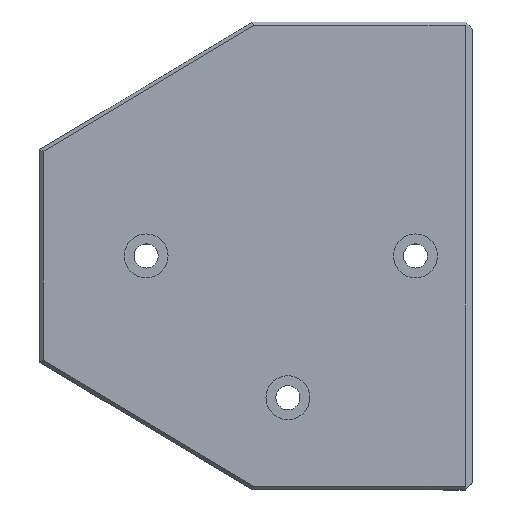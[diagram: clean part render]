
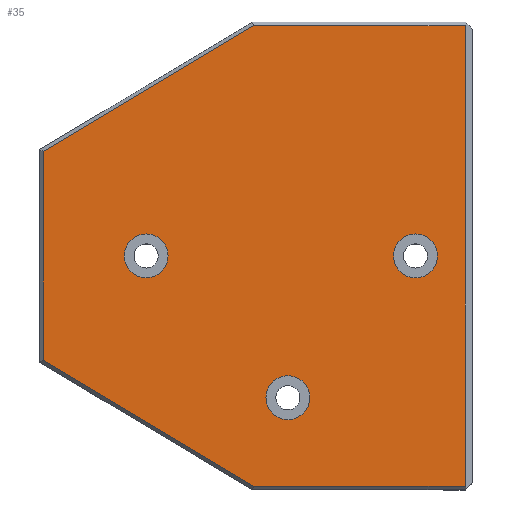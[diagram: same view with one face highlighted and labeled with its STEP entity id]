
A CAD part, top view. The second image highlights one B-rep face of the part: STEP entity #35.
In plain terms, the highlighted planar face has unit normal (0, 0, 1).
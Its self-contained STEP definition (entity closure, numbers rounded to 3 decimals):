
#21 = VECTOR ( 'NONE', #1587, 1000. ) ;
#35 = ADVANCED_FACE ( 'NONE', ( #1370, #729, #567, #1998 ), #1206, .T. ) ;
#41 = CARTESIAN_POINT ( 'NONE',  ( 0., -20., 5. ) ) ;
#54 = EDGE_CURVE ( 'NONE', #455, #656, #1897, .T. ) ;
#62 = CARTESIAN_POINT ( 'NONE',  ( 25., 32.5, 5. ) ) ;
#71 = VERTEX_POINT ( 'NONE', #1382 ) ;
#92 = DIRECTION ( 'NONE',  ( 0., -1., 0. ) ) ;
#102 = AXIS2_PLACEMENT_3D ( 'NONE', #197, #167, #1478 ) ;
#119 = EDGE_LOOP ( 'NONE', ( #1331, #207, #235, #724, #1937, #1358 ) ) ;
#128 = DIRECTION ( 'NONE',  ( 1., 0., 0. ) ) ;
#129 = AXIS2_PLACEMENT_3D ( 'NONE', #1230, #763, #1857 ) ;
#151 = EDGE_CURVE ( 'NONE', #1493, #698, #954, .T. ) ;
#161 = EDGE_CURVE ( 'NONE', #2061, #1280, #1567, .T. ) ;
#167 = DIRECTION ( 'NONE',  ( 0., 0., 1. ) ) ;
#170 = CARTESIAN_POINT ( 'NONE',  ( 21.1, 0., 5. ) ) ;
#175 = EDGE_CURVE ( 'NONE', #1628, #371, #1600, .T. ) ;
#197 = CARTESIAN_POINT ( 'NONE',  ( -20., 0., 5. ) ) ;
#207 = ORIENTED_EDGE ( 'NONE', *, *, #422, .T. ) ;
#235 = ORIENTED_EDGE ( 'NONE', *, *, #161, .T. ) ;
#236 = CARTESIAN_POINT ( 'NONE',  ( -4.862, -32.5, 5. ) ) ;
#238 = CARTESIAN_POINT ( 'NONE',  ( -34.5, -14.717, 5. ) ) ;
#240 = CIRCLE ( 'NONE', #102, 3.1 ) ;
#302 = EDGE_LOOP ( 'NONE', ( #1941, #927 ) ) ;
#344 = ORIENTED_EDGE ( 'NONE', *, *, #789, .F. ) ;
#349 = DIRECTION ( 'NONE',  ( 1., 0., 0. ) ) ;
#371 = VERTEX_POINT ( 'NONE', #1185 ) ;
#406 = CARTESIAN_POINT ( 'NONE',  ( 3.1, -20., 5. ) ) ;
#422 = EDGE_CURVE ( 'NONE', #1495, #2061, #1944, .T. ) ;
#448 = CARTESIAN_POINT ( 'NONE',  ( -20., 0., 5. ) ) ;
#455 = VERTEX_POINT ( 'NONE', #1139 ) ;
#478 = DIRECTION ( 'NONE',  ( 0., 0., 1. ) ) ;
#507 = ORIENTED_EDGE ( 'NONE', *, *, #1511, .F. ) ;
#546 = DIRECTION ( 'NONE',  ( 1., 0., 0. ) ) ;
#567 = FACE_BOUND ( 'NONE', #1938, .T. ) ;
#588 = DIRECTION ( 'NONE',  ( 0., 0., 1. ) ) ;
#635 = CIRCLE ( 'NONE', #1211, 3.1 ) ;
#651 = DIRECTION ( 'NONE',  ( 1., 0., 0. ) ) ;
#656 = VERTEX_POINT ( 'NONE', #406 ) ;
#665 = VECTOR ( 'NONE', #1457, 1000. ) ;
#684 = VERTEX_POINT ( 'NONE', #238 ) ;
#685 = CARTESIAN_POINT ( 'NONE',  ( -34.5, 14.717, 5. ) ) ;
#698 = VERTEX_POINT ( 'NONE', #1026 ) ;
#699 = VECTOR ( 'NONE', #651, 1000. ) ;
#724 = ORIENTED_EDGE ( 'NONE', *, *, #1610, .T. ) ;
#729 = FACE_BOUND ( 'NONE', #2051, .T. ) ;
#744 = AXIS2_PLACEMENT_3D ( 'NONE', #41, #1491, #546 ) ;
#762 = CARTESIAN_POINT ( 'NONE',  ( 18., 0., 5. ) ) ;
#763 = DIRECTION ( 'NONE',  ( 0., 0., 1. ) ) ;
#788 = CARTESIAN_POINT ( 'NONE',  ( 25., -32.5, 5. ) ) ;
#789 = EDGE_CURVE ( 'NONE', #71, #1427, #635, .T. ) ;
#823 = CARTESIAN_POINT ( 'NONE',  ( -5., 32.5, 5. ) ) ;
#877 = EDGE_CURVE ( 'NONE', #1427, #71, #1706, .T. ) ;
#882 = VECTOR ( 'NONE', #92, 1000. ) ;
#919 = EDGE_CURVE ( 'NONE', #371, #1628, #240, .T. ) ;
#924 = LINE ( 'NONE', #1533, #882 ) ;
#927 = ORIENTED_EDGE ( 'NONE', *, *, #919, .F. ) ;
#954 = LINE ( 'NONE', #788, #699 ) ;
#1003 = AXIS2_PLACEMENT_3D ( 'NONE', #1079, #1690, #1700 ) ;
#1026 = CARTESIAN_POINT ( 'NONE',  ( 25., -32.5, 5. ) ) ;
#1048 = VECTOR ( 'NONE', #1576, 1000. ) ;
#1079 = CARTESIAN_POINT ( 'NONE',  ( 0., -20., 5. ) ) ;
#1096 = LINE ( 'NONE', #1257, #1048 ) ;
#1113 = VECTOR ( 'NONE', #1607, 1000. ) ;
#1115 = ORIENTED_EDGE ( 'NONE', *, *, #54, .F. ) ;
#1139 = CARTESIAN_POINT ( 'NONE',  ( -3.1, -20., 5. ) ) ;
#1185 = CARTESIAN_POINT ( 'NONE',  ( -23.1, 0., 5. ) ) ;
#1206 = PLANE ( 'NONE',  #129 ) ;
#1211 = AXIS2_PLACEMENT_3D ( 'NONE', #762, #588, #1238 ) ;
#1230 = CARTESIAN_POINT ( 'NONE',  ( 0., 0., 5. ) ) ;
#1238 = DIRECTION ( 'NONE',  ( 1., 0., 0. ) ) ;
#1244 = CARTESIAN_POINT ( 'NONE',  ( -4.862, 32.5, 5. ) ) ;
#1257 = CARTESIAN_POINT ( 'NONE',  ( -4.743, -32.571, 5. ) ) ;
#1268 = CARTESIAN_POINT ( 'NONE',  ( -34.743, 14.571, 5. ) ) ;
#1280 = VERTEX_POINT ( 'NONE', #685 ) ;
#1331 = ORIENTED_EDGE ( 'NONE', *, *, #1421, .T. ) ;
#1358 = ORIENTED_EDGE ( 'NONE', *, *, #151, .T. ) ;
#1370 = FACE_BOUND ( 'NONE', #302, .T. ) ;
#1379 = CARTESIAN_POINT ( 'NONE',  ( -16.9, 0., 5. ) ) ;
#1382 = CARTESIAN_POINT ( 'NONE',  ( 14.9, 0., 5. ) ) ;
#1415 = CARTESIAN_POINT ( 'NONE',  ( 25., 33., 5. ) ) ;
#1421 = EDGE_CURVE ( 'NONE', #698, #1495, #1879, .T. ) ;
#1427 = VERTEX_POINT ( 'NONE', #170 ) ;
#1457 = DIRECTION ( 'NONE',  ( -1., 0., 0. ) ) ;
#1478 = DIRECTION ( 'NONE',  ( 1., 0., 0. ) ) ;
#1491 = DIRECTION ( 'NONE',  ( 0., 0., 1. ) ) ;
#1493 = VERTEX_POINT ( 'NONE', #236 ) ;
#1495 = VERTEX_POINT ( 'NONE', #62 ) ;
#1511 = EDGE_CURVE ( 'NONE', #656, #455, #1971, .T. ) ;
#1533 = CARTESIAN_POINT ( 'NONE',  ( -34.5, -15., 5. ) ) ;
#1567 = LINE ( 'NONE', #1268, #21 ) ;
#1576 = DIRECTION ( 'NONE',  ( 0.857, -0.514, 0. ) ) ;
#1587 = DIRECTION ( 'NONE',  ( -0.857, -0.514, 0. ) ) ;
#1600 = CIRCLE ( 'NONE', #1866, 3.1 ) ;
#1606 = AXIS2_PLACEMENT_3D ( 'NONE', #1786, #478, #349 ) ;
#1607 = DIRECTION ( 'NONE',  ( 0., 1., 0. ) ) ;
#1610 = EDGE_CURVE ( 'NONE', #1280, #684, #924, .T. ) ;
#1628 = VERTEX_POINT ( 'NONE', #1379 ) ;
#1690 = DIRECTION ( 'NONE',  ( 0., 0., 1. ) ) ;
#1700 = DIRECTION ( 'NONE',  ( 1., 0., 0. ) ) ;
#1706 = CIRCLE ( 'NONE', #1606, 3.1 ) ;
#1725 = EDGE_CURVE ( 'NONE', #684, #1493, #1096, .T. ) ;
#1786 = CARTESIAN_POINT ( 'NONE',  ( 18., 0., 5. ) ) ;
#1857 = DIRECTION ( 'NONE',  ( 1., 0., 0. ) ) ;
#1866 = AXIS2_PLACEMENT_3D ( 'NONE', #448, #2068, #128 ) ;
#1879 = LINE ( 'NONE', #1415, #1113 ) ;
#1897 = CIRCLE ( 'NONE', #1003, 3.1 ) ;
#1937 = ORIENTED_EDGE ( 'NONE', *, *, #1725, .T. ) ;
#1938 = EDGE_LOOP ( 'NONE', ( #507, #1115 ) ) ;
#1941 = ORIENTED_EDGE ( 'NONE', *, *, #175, .F. ) ;
#1944 = LINE ( 'NONE', #823, #665 ) ;
#1957 = ORIENTED_EDGE ( 'NONE', *, *, #877, .F. ) ;
#1971 = CIRCLE ( 'NONE', #744, 3.1 ) ;
#1998 = FACE_OUTER_BOUND ( 'NONE', #119, .T. ) ;
#2051 = EDGE_LOOP ( 'NONE', ( #1957, #344 ) ) ;
#2061 = VERTEX_POINT ( 'NONE', #1244 ) ;
#2068 = DIRECTION ( 'NONE',  ( 0., 0., 1. ) ) ;
